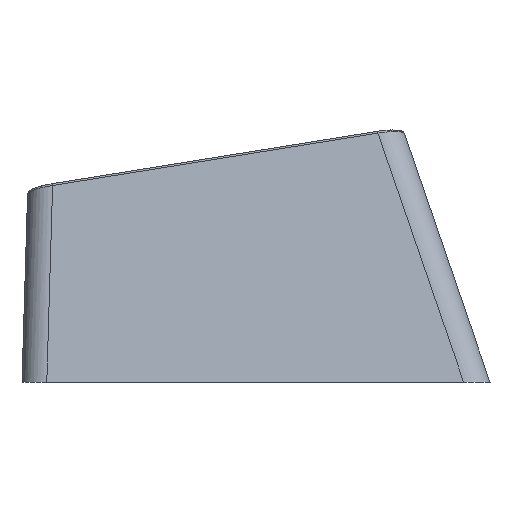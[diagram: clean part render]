
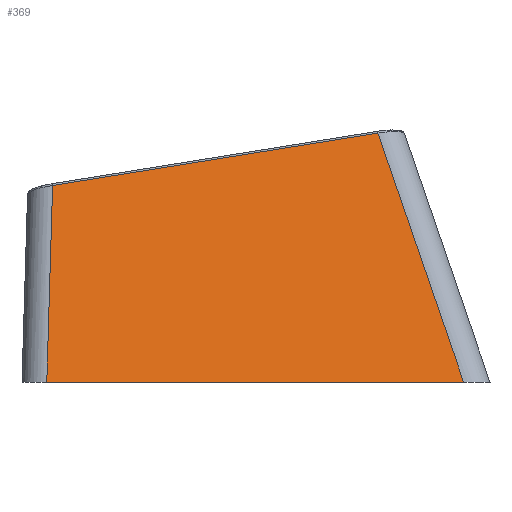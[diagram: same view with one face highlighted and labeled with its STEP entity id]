
A CAD part, front view. The second image highlights one B-rep face of the part: STEP entity #369.
In plain terms, the highlighted planar face has unit normal (-0.04, -0.968, 0.248).
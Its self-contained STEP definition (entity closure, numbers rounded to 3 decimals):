
#242=CARTESIAN_POINT('Vertex',(7.988,-8.958,0.)) ;
#245=CARTESIAN_POINT('Line Origine',(-0.029,-8.628,0.)) ;
#249=CARTESIAN_POINT('Vertex',(-8.047,-8.298,0.)) ;
#318=CARTESIAN_POINT('Line Origine',(6.337,-7.665,4.793)) ;
#322=CARTESIAN_POINT('Vertex',(4.691,-6.374,9.574)) ;
#346=CARTESIAN_POINT('Axis2P3D Location',(5.569,-6.35,9.809)) ;
#351=CARTESIAN_POINT('Line Origine',(-1.566,-6.374,8.567)) ;
#355=CARTESIAN_POINT('Vertex',(-7.822,-6.374,7.56)) ;
#358=CARTESIAN_POINT('Line Origine',(-7.935,-7.336,3.78)) ;
#246=DIRECTION('Vector Direction',(-0.999,0.041,0.)) ;
#319=DIRECTION('Vector Direction',(0.315,-0.247,-0.916)) ;
#347=DIRECTION('Axis2P3D Direction',(0.04,0.968,-0.248)) ;
#348=DIRECTION('Axis2P3D XDirection',(0.154,-0.251,-0.956)) ;
#352=DIRECTION('Vector Direction',(0.987,0.,0.159)) ;
#359=DIRECTION('Vector Direction',(0.029,0.247,0.969)) ;
#349=AXIS2_PLACEMENT_3D('Plane Axis2P3D',#346,#347,#348) ;
#364=ORIENTED_EDGE('',*,*,#357,.T.) ;
#365=ORIENTED_EDGE('',*,*,#362,.F.) ;
#366=ORIENTED_EDGE('',*,*,#251,.F.) ;
#367=ORIENTED_EDGE('',*,*,#324,.T.) ;
#247=VECTOR('Line Direction',#246,1.) ;
#320=VECTOR('Line Direction',#319,1.) ;
#353=VECTOR('Line Direction',#352,1.) ;
#360=VECTOR('Line Direction',#359,1.) ;
#369=ADVANCED_FACE('PartBody',(#368),#350,.F.) ;
#251=EDGE_CURVE('',#243,#250,#248,.T.) ;
#324=EDGE_CURVE('',#243,#323,#321,.F.) ;
#357=EDGE_CURVE('',#323,#356,#354,.F.) ;
#362=EDGE_CURVE('',#250,#356,#361,.T.) ;
#363=EDGE_LOOP('',(#364,#365,#366,#367)) ;
#368=FACE_OUTER_BOUND('',#363,.T.) ;
#248=LINE('Line',#245,#247) ;
#321=LINE('Line',#318,#320) ;
#354=LINE('Line',#351,#353) ;
#361=LINE('Line',#358,#360) ;
#350=PLANE('Plane',#349) ;
#243=VERTEX_POINT('',#242) ;
#250=VERTEX_POINT('',#249) ;
#323=VERTEX_POINT('',#322) ;
#356=VERTEX_POINT('',#355) ;
